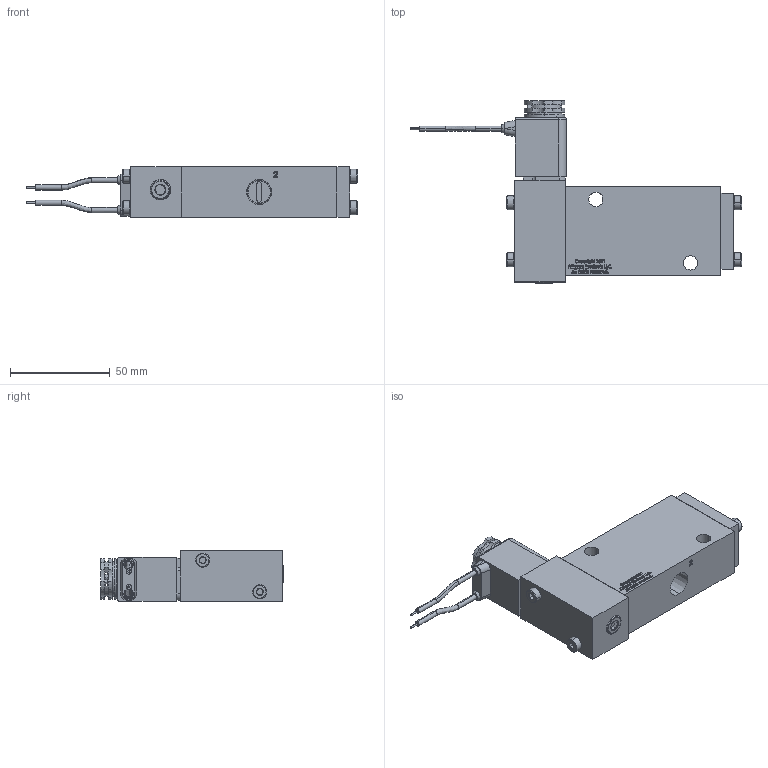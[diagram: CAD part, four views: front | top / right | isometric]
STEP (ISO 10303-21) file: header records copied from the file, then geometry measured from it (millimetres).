
FILE_DESCRIPTION (( 'STEP AP214' ), '1' );
FILE_NAME ('V2516R0523-DAL-VALVE-.25-NPT-3-2-SOL-SR-12DC.STEP', '2021-07-30T08:48:36', ( '' ), ( '' ), 'SwSTEP 2.0', 'SolidWorks 2018', '' );
FILE_SCHEMA (( 'AUTOMOTIVE_DESIGN' ));
Length unit declared in the file: inch
Products named in the file (1): V2516R0523-DAL-VALVE-.25-NPT-3-2-SOL-SR-12DC
Bounding box: 165.67 x 91.31 x 25.4 mm (x, y, z)
Volume: 140808.7 mm3; surface area: 28760.5 mm2
Topology: 13 solids, 13 shells, 2066 faces, 5360 edges, 3487 vertices
Faces by surface type: plane 1061, bspline 648, cylinder 225, cone 132
Entity records: 120988 total; most frequent: CARTESIAN_POINT 48165, ORIENTED_EDGE 10704, DIRECTION 7333, EDGE_CURVE 5352, VERTEX_POINT 3487, LINE 3291, VECTOR 3291, EDGE_LOOP 2261
